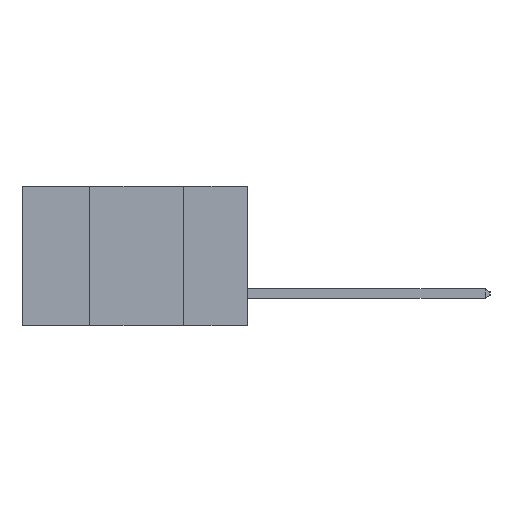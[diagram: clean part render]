
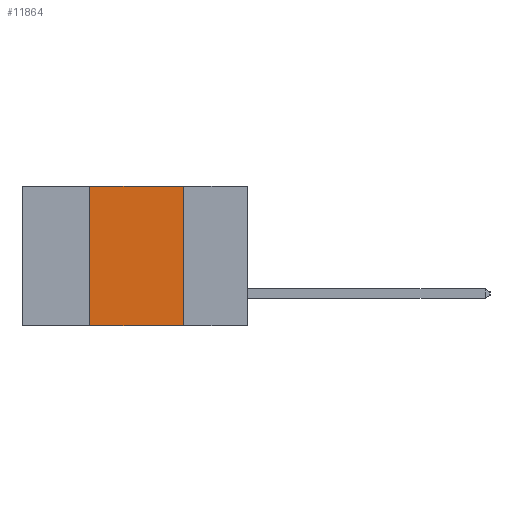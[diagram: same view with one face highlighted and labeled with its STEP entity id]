
A CAD part, left-side view. The second image highlights one B-rep face of the part: STEP entity #11864.
In plain terms, the highlighted planar face has unit normal (-1, 0, 0).
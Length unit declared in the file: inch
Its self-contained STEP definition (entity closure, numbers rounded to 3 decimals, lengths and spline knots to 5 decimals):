
#86 = EDGE_CURVE ( 'NONE', #8390, #6708, #9123, .T. ) ;
#214 = FACE_OUTER_BOUND ( 'NONE', #13821, .T. ) ;
#1768 = CARTESIAN_POINT ( 'NONE',  ( 0., 0.42, 0. ) ) ;
#2302 = EDGE_CURVE ( 'NONE', #6708, #4387, #6584, .T. ) ;
#2912 = CARTESIAN_POINT ( 'NONE',  ( 0., 0.6, -0.37 ) ) ;
#3172 = LINE ( 'NONE', #11290, #11890 ) ;
#3317 = VECTOR ( 'NONE', #4513, 39.37008 ) ;
#3970 = ORIENTED_EDGE ( 'NONE', *, *, #4784, .T. ) ;
#4135 = AXIS2_PLACEMENT_3D ( 'NONE', #5825, #10102, #6922 ) ;
#4387 = VERTEX_POINT ( 'NONE', #5812 ) ;
#4513 = DIRECTION ( 'NONE',  ( 0., 0., 1. ) ) ;
#4631 = LINE ( 'NONE', #2912, #4981 ) ;
#4784 = EDGE_CURVE ( 'NONE', #8390, #10598, #4631, .T. ) ;
#4794 = DIRECTION ( 'NONE',  ( 0., 0., -1. ) ) ;
#4981 = VECTOR ( 'NONE', #9198, 39.37008 ) ;
#5093 = ORIENTED_EDGE ( 'NONE', *, *, #86, .F. ) ;
#5812 = CARTESIAN_POINT ( 'NONE',  ( 0., 0.17, 0. ) ) ;
#5825 = CARTESIAN_POINT ( 'NONE',  ( 0., 0.6, 0. ) ) ;
#5972 = ORIENTED_EDGE ( 'NONE', *, *, #7498, .F. ) ;
#6584 = LINE ( 'NONE', #7337, #13812 ) ;
#6708 = VERTEX_POINT ( 'NONE', #10557 ) ;
#6922 = DIRECTION ( 'NONE',  ( 0., 0., -1. ) ) ;
#7337 = CARTESIAN_POINT ( 'NONE',  ( 0., 0.6, 0. ) ) ;
#7498 = EDGE_CURVE ( 'NONE', #4387, #10598, #3172, .T. ) ;
#8390 = VERTEX_POINT ( 'NONE', #11454 ) ;
#8822 = DIRECTION ( 'NONE',  ( 0., -1., 0. ) ) ;
#8921 = CARTESIAN_POINT ( 'NONE',  ( 0., 0.17, -0.37 ) ) ;
#9123 = LINE ( 'NONE', #1768, #3317 ) ;
#9198 = DIRECTION ( 'NONE',  ( 0., -1., 0. ) ) ;
#10102 = DIRECTION ( 'NONE',  ( 1., 0., 0. ) ) ;
#10557 = CARTESIAN_POINT ( 'NONE',  ( 0., 0.42, 0. ) ) ;
#10598 = VERTEX_POINT ( 'NONE', #8921 ) ;
#11290 = CARTESIAN_POINT ( 'NONE',  ( 0., 0.17, 0. ) ) ;
#11454 = CARTESIAN_POINT ( 'NONE',  ( 0., 0.42, -0.37 ) ) ;
#11864 = ADVANCED_FACE ( 'NONE', ( #214 ), #12332, .F. ) ;
#11890 = VECTOR ( 'NONE', #4794, 39.37008 ) ;
#12332 = PLANE ( 'NONE',  #4135 ) ;
#13812 = VECTOR ( 'NONE', #8822, 39.37008 ) ;
#13821 = EDGE_LOOP ( 'NONE', ( #5972, #14065, #5093, #3970 ) ) ;
#14065 = ORIENTED_EDGE ( 'NONE', *, *, #2302, .F. ) ;
